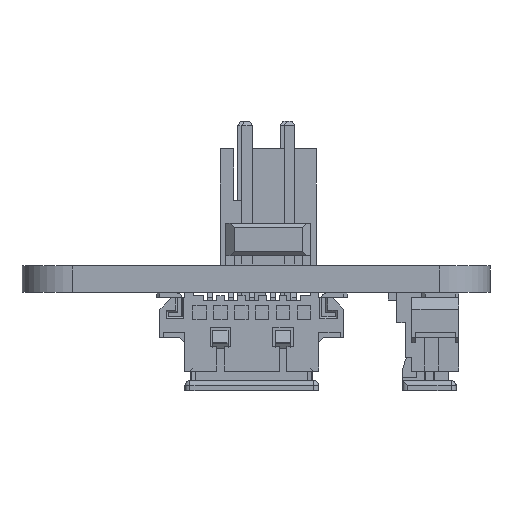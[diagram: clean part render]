
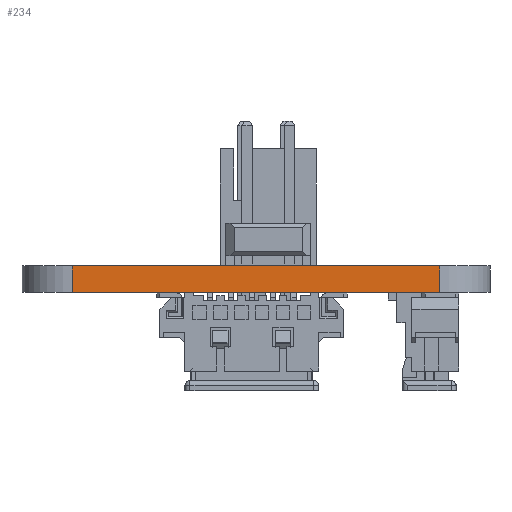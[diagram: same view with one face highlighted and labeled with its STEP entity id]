
A CAD part, left-side view. The second image highlights one B-rep face of the part: STEP entity #234.
In plain terms, the highlighted planar face has unit normal (-1, 0, 0).
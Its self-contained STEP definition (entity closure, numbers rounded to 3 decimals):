
#207 = VERTEX_POINT('',#208);
#208 = CARTESIAN_POINT('',(0.,25.,0.));
#215 = EDGE_CURVE('',#216,#207,#218,.T.);
#216 = VERTEX_POINT('',#217);
#217 = CARTESIAN_POINT('',(0.,25.,-1.59));
#218 = LINE('',#219,#220);
#219 = CARTESIAN_POINT('',(0.,25.,-1.59));
#220 = VECTOR('',#221,1.);
#221 = DIRECTION('',(0.,0.,1.));
#234 = ADVANCED_FACE('',(#235),#260,.F.);
#235 = FACE_BOUND('',#236,.F.);
#236 = EDGE_LOOP('',(#237,#238,#246,#254));
#237 = ORIENTED_EDGE('',*,*,#215,.T.);
#238 = ORIENTED_EDGE('',*,*,#239,.T.);
#239 = EDGE_CURVE('',#207,#240,#242,.T.);
#240 = VERTEX_POINT('',#241);
#241 = CARTESIAN_POINT('',(0.,3.,0.));
#242 = LINE('',#243,#244);
#243 = CARTESIAN_POINT('',(0.,25.,0.));
#244 = VECTOR('',#245,1.);
#245 = DIRECTION('',(0.,-1.,0.));
#246 = ORIENTED_EDGE('',*,*,#247,.F.);
#247 = EDGE_CURVE('',#248,#240,#250,.T.);
#248 = VERTEX_POINT('',#249);
#249 = CARTESIAN_POINT('',(0.,3.,-1.59));
#250 = LINE('',#251,#252);
#251 = CARTESIAN_POINT('',(0.,3.,-1.59));
#252 = VECTOR('',#253,1.);
#253 = DIRECTION('',(0.,0.,1.));
#254 = ORIENTED_EDGE('',*,*,#255,.F.);
#255 = EDGE_CURVE('',#216,#248,#256,.T.);
#256 = LINE('',#257,#258);
#257 = CARTESIAN_POINT('',(0.,25.,-1.59));
#258 = VECTOR('',#259,1.);
#259 = DIRECTION('',(0.,-1.,0.));
#260 = PLANE('',#261);
#261 = AXIS2_PLACEMENT_3D('',#262,#263,#264);
#262 = CARTESIAN_POINT('',(0.,25.,-1.59));
#263 = DIRECTION('',(1.,0.,0.));
#264 = DIRECTION('',(0.,-1.,0.));
